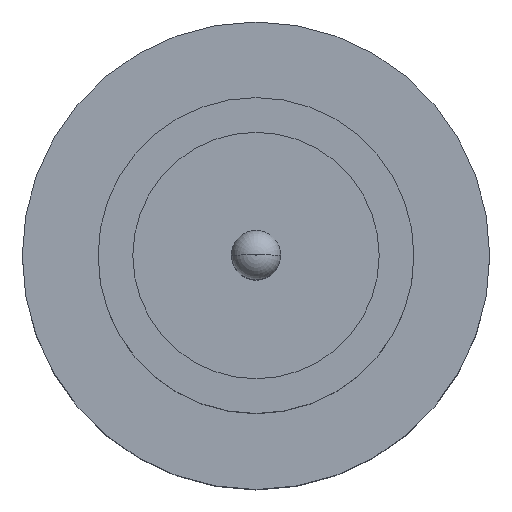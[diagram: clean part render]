
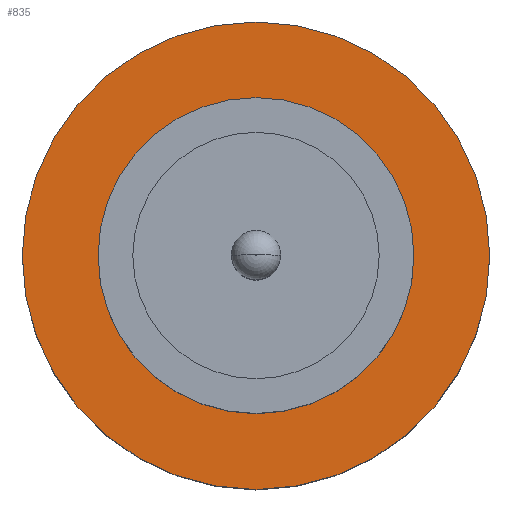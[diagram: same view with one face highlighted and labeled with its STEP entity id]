
A CAD part, top view. The second image highlights one B-rep face of the part: STEP entity #835.
In plain terms, the highlighted planar face has unit normal (0, 0, 1).
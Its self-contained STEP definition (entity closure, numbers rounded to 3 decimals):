
#36 = DIRECTION ( 'NONE',  ( 0., 0., 1. ) ) ;
#41 = DIRECTION ( 'NONE',  ( 1., 0., 0. ) ) ;
#46 = DIRECTION ( 'NONE',  ( 0., 0., 1. ) ) ;
#47 = CIRCLE ( 'NONE', #386, 1.25 ) ;
#52 = VERTEX_POINT ( 'NONE', #431 ) ;
#54 = ORIENTED_EDGE ( 'NONE', *, *, #251, .T. ) ;
#86 = DIRECTION ( 'NONE',  ( 0., 0., 1. ) ) ;
#88 = EDGE_CURVE ( 'NONE', #381, #346, #757, .T. ) ;
#95 = PLANE ( 'NONE',  #408 ) ;
#172 = CARTESIAN_POINT ( 'NONE',  ( -1.25, 0., 1.55 ) ) ;
#191 = ORIENTED_EDGE ( 'NONE', *, *, #657, .T. ) ;
#213 = ORIENTED_EDGE ( 'NONE', *, *, #806, .F. ) ;
#229 = FACE_BOUND ( 'NONE', #513, .T. ) ;
#232 = CARTESIAN_POINT ( 'NONE',  ( 1.85, 0., 1.55 ) ) ;
#244 = DIRECTION ( 'NONE',  ( 0., 0., 1. ) ) ;
#245 = DIRECTION ( 'NONE',  ( 1., 0., 0. ) ) ;
#251 = EDGE_CURVE ( 'NONE', #326, #52, #490, .T. ) ;
#262 = AXIS2_PLACEMENT_3D ( 'NONE', #576, #298, #856 ) ;
#296 = CARTESIAN_POINT ( 'NONE',  ( 0., 0., 1.55 ) ) ;
#298 = DIRECTION ( 'NONE',  ( 0., 0., 1. ) ) ;
#326 = VERTEX_POINT ( 'NONE', #232 ) ;
#346 = VERTEX_POINT ( 'NONE', #743 ) ;
#370 = AXIS2_PLACEMENT_3D ( 'NONE', #593, #244, #245 ) ;
#381 = VERTEX_POINT ( 'NONE', #172 ) ;
#386 = AXIS2_PLACEMENT_3D ( 'NONE', #453, #36, #813 ) ;
#408 = AXIS2_PLACEMENT_3D ( 'NONE', #886, #46, #41 ) ;
#431 = CARTESIAN_POINT ( 'NONE',  ( -1.85, 0., 1.55 ) ) ;
#449 = AXIS2_PLACEMENT_3D ( 'NONE', #296, #86, #648 ) ;
#453 = CARTESIAN_POINT ( 'NONE',  ( 0., 0., 1.55 ) ) ;
#490 = CIRCLE ( 'NONE', #370, 1.85 ) ;
#508 = FACE_OUTER_BOUND ( 'NONE', #894, .T. ) ;
#513 = EDGE_LOOP ( 'NONE', ( #213, #863 ) ) ;
#576 = CARTESIAN_POINT ( 'NONE',  ( 0., 0., 1.55 ) ) ;
#593 = CARTESIAN_POINT ( 'NONE',  ( 0., 0., 1.55 ) ) ;
#648 = DIRECTION ( 'NONE',  ( 1., 0., 0. ) ) ;
#657 = EDGE_CURVE ( 'NONE', #52, #326, #735, .T. ) ;
#735 = CIRCLE ( 'NONE', #449, 1.85 ) ;
#743 = CARTESIAN_POINT ( 'NONE',  ( 1.25, 0., 1.55 ) ) ;
#757 = CIRCLE ( 'NONE', #262, 1.25 ) ;
#806 = EDGE_CURVE ( 'NONE', #346, #381, #47, .T. ) ;
#813 = DIRECTION ( 'NONE',  ( 1., 0., 0. ) ) ;
#835 = ADVANCED_FACE ( 'NONE', ( #229, #508 ), #95, .T. ) ;
#856 = DIRECTION ( 'NONE',  ( 1., 0., 0. ) ) ;
#863 = ORIENTED_EDGE ( 'NONE', *, *, #88, .F. ) ;
#886 = CARTESIAN_POINT ( 'NONE',  ( 0., 0., 1.55 ) ) ;
#894 = EDGE_LOOP ( 'NONE', ( #191, #54 ) ) ;
